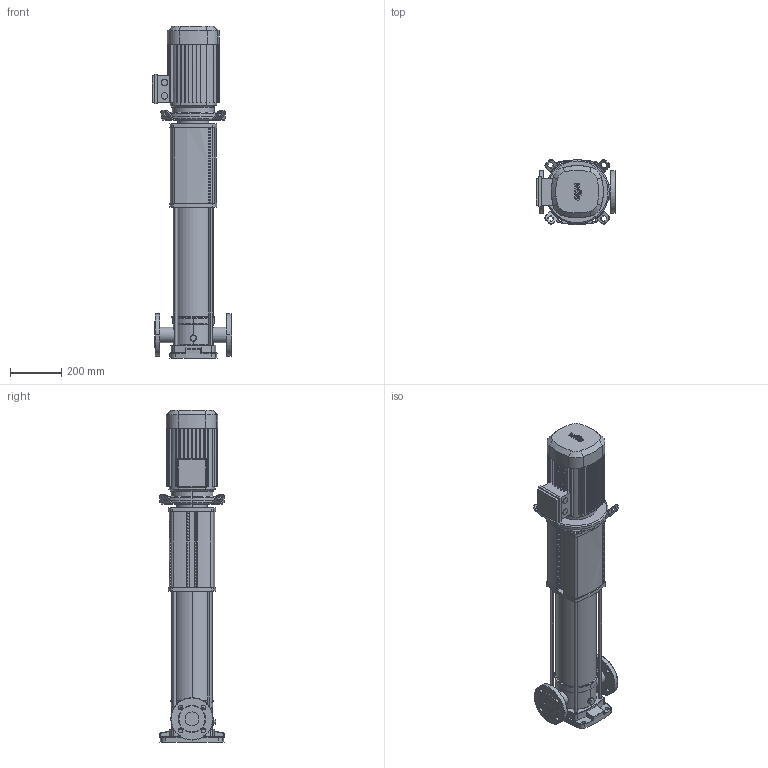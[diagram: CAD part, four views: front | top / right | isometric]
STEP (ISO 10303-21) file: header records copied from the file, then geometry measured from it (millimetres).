
FILE_DESCRIPTION((''),'2;1');
FILE_NAME('3d_HELIXV1609-1_25_E-4141157.stp','2016-08-24T08:51:09',(''),(''),'Mechanical Desktop 2009','Mechanical Desktop 2009',', , ');
FILE_SCHEMA(('CONFIG_CONTROL_DESIGN'));
Length unit declared in the file: millimetre
Products named in the file (1): Product
Bounding box: 310 x 252 x 1293.2 mm (x, y, z)
Volume: 29385086.8 mm3; surface area: 1951879.3 mm2
Topology: 18 solids, 18 shells, 1258 faces, 3484 edges, 2290 vertices
Faces by surface type: plane 638, bspline 350, cylinder 206, cone 36, torus 24, sphere 4
Entity records: 42023 total; most frequent: CARTESIAN_POINT 9490, ORIENTED_EDGE 6968, DIRECTION 6144, EDGE_CURVE 3484, VECTOR 2488, LINE 2488, VERTEX_POINT 2290, AXIS2_PLACEMENT_3D 1828
